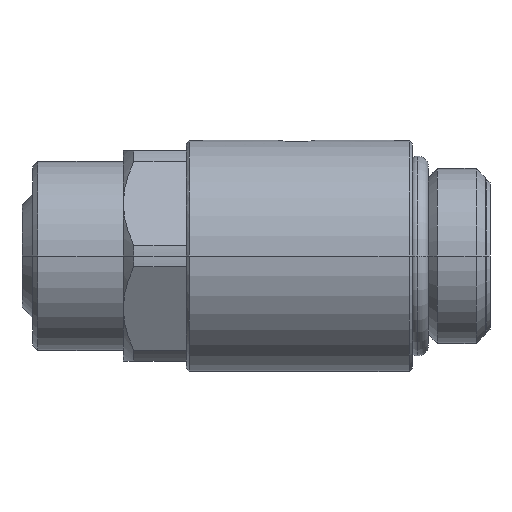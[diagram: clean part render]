
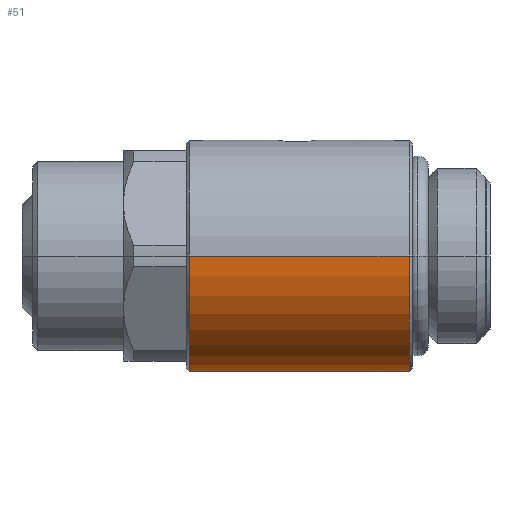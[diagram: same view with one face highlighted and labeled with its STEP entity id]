
A CAD part, left-side view. The second image highlights one B-rep face of the part: STEP entity #51.
In plain terms, the highlighted cylindrical face has radius 11 mm (diameter 22 mm), a partial arc.
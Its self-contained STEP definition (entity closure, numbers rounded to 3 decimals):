
#51=ADVANCED_FACE('',(#184),#185,.T.);
#184=FACE_OUTER_BOUND('',#451,.T.);
#185=CYLINDRICAL_SURFACE('',#452,11.0);
#451=EDGE_LOOP('',(#750,#751,#752,#753,#754,#755,#756,#757,#758));
#452=AXIS2_PLACEMENT_3D('',#759,#760,#761);
#750=ORIENTED_EDGE('',*,*,#1716,.F.);
#751=ORIENTED_EDGE('',*,*,#1717,.T.);
#752=ORIENTED_EDGE('',*,*,#1718,.F.);
#753=ORIENTED_EDGE('',*,*,#1707,.F.);
#754=ORIENTED_EDGE('',*,*,#1719,.F.);
#755=ORIENTED_EDGE('',*,*,#1720,.T.);
#756=ORIENTED_EDGE('',*,*,#1721,.T.);
#757=ORIENTED_EDGE('',*,*,#1722,.T.);
#758=ORIENTED_EDGE('',*,*,#1723,.T.);
#759=CARTESIAN_POINT('',(0.0,10.75,0.0));
#760=DIRECTION('',(-0.0,1.0,0.0));
#761=DIRECTION('',(1.0,0.0,0.0));
#1707=EDGE_CURVE('',#2016,#2019,#2020,.T.);
#1716=EDGE_CURVE('',#2036,#2037,#2038,.T.);
#1717=EDGE_CURVE('',#2036,#2039,#2040,.T.);
#1718=EDGE_CURVE('',#2019,#2039,#2041,.T.);
#1719=EDGE_CURVE('',#2042,#2016,#2043,.T.);
#1720=EDGE_CURVE('',#2042,#2044,#2045,.T.);
#1721=EDGE_CURVE('',#2044,#2046,#2047,.T.);
#1722=EDGE_CURVE('',#2046,#2048,#2049,.T.);
#1723=EDGE_CURVE('',#2048,#2037,#2050,.T.);
#2016=VERTEX_POINT('',#2508);
#2019=VERTEX_POINT('',#2512);
#2020=CIRCLE('',#2513,11.0);
#2036=VERTEX_POINT('',#2530);
#2037=VERTEX_POINT('',#2531);
#2038=LINE('',#2532,#2533);
#2039=VERTEX_POINT('',#2534);
#2040=CIRCLE('',#2535,11.0);
#2041=LINE('',#2536,#2537);
#2042=VERTEX_POINT('',#2538);
#2043=LINE('',#2539,#2540);
#2044=VERTEX_POINT('',#2541);
#2045=B_SPLINE_CURVE_WITH_KNOTS('',3,(#2542,#2543,#2544,#2545,#2546,#2547,#2548,#2549,#2550,#2551,#2552,#2553,#2554,#2555,#2556,#2557,#2558,#2559,#2560,#2561,#2562,#2563,#2564,#2565,#2566,#2567),.UNSPECIFIED.,.F.,.F.,(4,2,2,2,2,2,2,2,2,2,2,2,4),(17.375,18.341,19.307,20.271,21.235,22.2,23.164,24.128,25.093,26.057,27.021,27.987,28.953),.UNSPECIFIED.);
#2046=VERTEX_POINT('',#2568);
#2047=B_SPLINE_CURVE_WITH_KNOTS('',3,(#2569,#2570,#2571,#2572,#2573,#2574,#2575,#2576),.UNSPECIFIED.,.F.,.F.,(4,2,2,4),(28.048,28.661,29.514,30.367),.UNSPECIFIED.);
#2048=VERTEX_POINT('',#2577);
#2049=B_SPLINE_CURVE_WITH_KNOTS('',3,(#2578,#2579,#2580,#2581,#2582,#2583,#2584,#2585),.UNSPECIFIED.,.F.,.F.,(4,2,2,4),(30.367,31.22,32.073,32.687),.UNSPECIFIED.);
#2050=B_SPLINE_CURVE_WITH_KNOTS('',3,(#2586,#2587,#2588,#2589,#2590,#2591,#2592,#2593,#2594,#2595,#2596,#2597,#2598,#2599,#2600,#2601,#2602,#2603,#2604,#2605,#2606,#2607,#2608,#2609,#2610,#2611),.UNSPECIFIED.,.F.,.F.,(4,2,2,2,2,2,2,2,2,2,2,2,4),(1.932,2.898,3.864,4.828,5.793,6.757,7.721,8.686,9.65,10.614,11.578,12.544,13.511),.UNSPECIFIED.);
#2508=CARTESIAN_POINT('',(11.0,21.2,0.0));
#2512=CARTESIAN_POINT('',(-11.0,21.2,0.));
#2513=AXIS2_PLACEMENT_3D('',#3544,#3545,#3546);
#2530=CARTESIAN_POINT('',(11.0,0.3,0.0));
#2531=CARTESIAN_POINT('',(11.0,5.96,0.));
#2532=CARTESIAN_POINT('',(11.0,10.75,0.));
#2533=VECTOR('',#3569,1.0);
#2534=CARTESIAN_POINT('',(-11.0,0.3,0.));
#2535=AXIS2_PLACEMENT_3D('',#3570,#3571,#3572);
#2536=CARTESIAN_POINT('',(-11.0,10.75,0.));
#2537=VECTOR('',#3573,1.0);
#2538=CARTESIAN_POINT('',(11.0,16.04,0.));
#2539=CARTESIAN_POINT('',(11.0,10.75,0.));
#2540=VECTOR('',#3574,1.0);
#2541=CARTESIAN_POINT('',(10.05,13.325,-4.472));
#2542=CARTESIAN_POINT('',(9.968,12.942,4.651));
#2543=CARTESIAN_POINT('',(10.029,13.252,4.522));
#2544=CARTESIAN_POINT('',(10.1,13.547,4.361));
#2545=CARTESIAN_POINT('',(10.252,14.093,3.993));
#2546=CARTESIAN_POINT('',(10.331,14.343,3.785));
#2547=CARTESIAN_POINT('',(10.482,14.785,3.343));
#2548=CARTESIAN_POINT('',(10.56,14.993,3.093));
#2549=CARTESIAN_POINT('',(10.705,15.361,2.548));
#2550=CARTESIAN_POINT('',(10.772,15.522,2.252));
#2551=CARTESIAN_POINT('',(10.883,15.78,1.632));
#2552=CARTESIAN_POINT('',(10.927,15.879,1.308));
#2553=CARTESIAN_POINT('',(10.986,16.009,0.652));
#2554=CARTESIAN_POINT('',(11.0,16.04,0.321));
#2555=CARTESIAN_POINT('',(11.0,16.04,-0.321));
#2556=CARTESIAN_POINT('',(10.986,16.009,-0.652));
#2557=CARTESIAN_POINT('',(10.927,15.879,-1.308));
#2558=CARTESIAN_POINT('',(10.883,15.78,-1.632));
#2559=CARTESIAN_POINT('',(10.772,15.522,-2.252));
#2560=CARTESIAN_POINT('',(10.705,15.361,-2.548));
#2561=CARTESIAN_POINT('',(10.56,14.993,-3.093));
#2562=CARTESIAN_POINT('',(10.482,14.785,-3.343));
#2563=CARTESIAN_POINT('',(10.331,14.343,-3.785));
#2564=CARTESIAN_POINT('',(10.252,14.093,-3.993));
#2565=CARTESIAN_POINT('',(10.1,13.547,-4.361));
#2566=CARTESIAN_POINT('',(10.029,13.252,-4.522));
#2567=CARTESIAN_POINT('',(9.968,12.942,-4.651));
#2568=CARTESIAN_POINT('',(9.781,11.0,-5.033));
#2569=CARTESIAN_POINT('',(10.05,13.325,-4.472));
#2570=CARTESIAN_POINT('',(10.007,13.136,-4.57));
#2571=CARTESIAN_POINT('',(9.966,12.94,-4.656));
#2572=CARTESIAN_POINT('',(9.883,12.457,-4.831));
#2573=CARTESIAN_POINT('',(9.844,12.165,-4.908));
#2574=CARTESIAN_POINT('',(9.794,11.579,-5.009));
#2575=CARTESIAN_POINT('',(9.781,11.284,-5.033));
#2576=CARTESIAN_POINT('',(9.781,11.0,-5.033));
#2577=CARTESIAN_POINT('',(10.05,8.675,-4.472));
#2578=CARTESIAN_POINT('',(9.781,11.0,-5.033));
#2579=CARTESIAN_POINT('',(9.781,10.716,-5.033));
#2580=CARTESIAN_POINT('',(9.794,10.421,-5.009));
#2581=CARTESIAN_POINT('',(9.844,9.835,-4.908));
#2582=CARTESIAN_POINT('',(9.883,9.543,-4.831));
#2583=CARTESIAN_POINT('',(9.966,9.06,-4.656));
#2584=CARTESIAN_POINT('',(10.006,8.863,-4.57));
#2585=CARTESIAN_POINT('',(10.05,8.675,-4.472));
#2586=CARTESIAN_POINT('',(9.968,9.058,-4.651));
#2587=CARTESIAN_POINT('',(10.029,8.748,-4.522));
#2588=CARTESIAN_POINT('',(10.1,8.453,-4.361));
#2589=CARTESIAN_POINT('',(10.252,7.907,-3.993));
#2590=CARTESIAN_POINT('',(10.331,7.657,-3.785));
#2591=CARTESIAN_POINT('',(10.482,7.215,-3.343));
#2592=CARTESIAN_POINT('',(10.56,7.007,-3.093));
#2593=CARTESIAN_POINT('',(10.705,6.639,-2.548));
#2594=CARTESIAN_POINT('',(10.772,6.478,-2.252));
#2595=CARTESIAN_POINT('',(10.883,6.22,-1.632));
#2596=CARTESIAN_POINT('',(10.927,6.121,-1.308));
#2597=CARTESIAN_POINT('',(10.986,5.991,-0.652));
#2598=CARTESIAN_POINT('',(11.0,5.96,-0.321));
#2599=CARTESIAN_POINT('',(11.0,5.96,0.321));
#2600=CARTESIAN_POINT('',(10.986,5.991,0.652));
#2601=CARTESIAN_POINT('',(10.927,6.121,1.308));
#2602=CARTESIAN_POINT('',(10.883,6.22,1.632));
#2603=CARTESIAN_POINT('',(10.772,6.478,2.252));
#2604=CARTESIAN_POINT('',(10.705,6.639,2.548));
#2605=CARTESIAN_POINT('',(10.56,7.007,3.093));
#2606=CARTESIAN_POINT('',(10.482,7.215,3.343));
#2607=CARTESIAN_POINT('',(10.331,7.657,3.785));
#2608=CARTESIAN_POINT('',(10.252,7.907,3.993));
#2609=CARTESIAN_POINT('',(10.1,8.453,4.361));
#2610=CARTESIAN_POINT('',(10.029,8.748,4.522));
#2611=CARTESIAN_POINT('',(9.968,9.058,4.651));
#3544=CARTESIAN_POINT('',(0.0,21.2,0.0));
#3545=DIRECTION('',(-0.0,1.0,0.0));
#3546=DIRECTION('',(1.0,0.0,0.0));
#3569=DIRECTION('',(0.0,1.0,0.0));
#3570=CARTESIAN_POINT('',(0.0,0.3,0.0));
#3571=DIRECTION('',(-0.0,1.0,0.0));
#3572=DIRECTION('',(1.0,0.0,0.0));
#3573=DIRECTION('',(-0.0,-1.0,-0.0));
#3574=DIRECTION('',(0.0,1.0,0.0));
